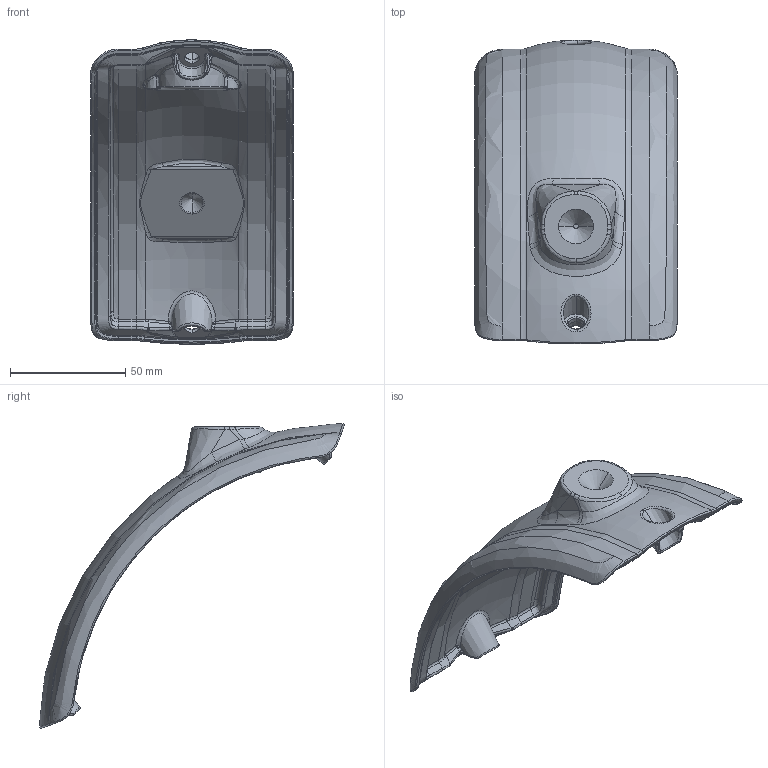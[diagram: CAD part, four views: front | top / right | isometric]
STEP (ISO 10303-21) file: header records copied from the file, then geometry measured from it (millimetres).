
FILE_DESCRIPTION (( 'STEP AP203' ), '1' );
FILE_NAME ('TK120.810.STEP', '2016-05-06T13:43:19', ( '' ), ( '' ), 'SwSTEP 2.0', 'SolidWorks 2013', '' );
FILE_SCHEMA (( 'CONFIG_CONTROL_DESIGN' ));
Length unit declared in the file: millimetre
Products named in the file (1): TK120.810
Bounding box: 87.7 x 131.9 x 131.9 mm (x, y, z)
Volume: 93490.3 mm3; surface area: 40740 mm2
Topology: 1 solids, 1 shells, 413 faces, 1008 edges, 577 vertices
Faces by surface type: bspline 276, cylinder 47, torus 34, cone 30, plane 26
Entity records: 28600 total; most frequent: CARTESIAN_POINT 21138, ORIENTED_EDGE 1960, EDGE_CURVE 980, DIRECTION 957, VERTEX_POINT 577, B_SPLINE_CURVE_WITH_KNOTS 563, AXIS2_PLACEMENT_3D 428, EDGE_LOOP 425
